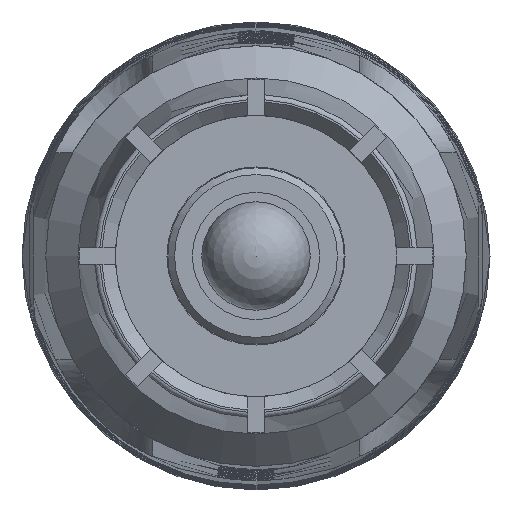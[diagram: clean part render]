
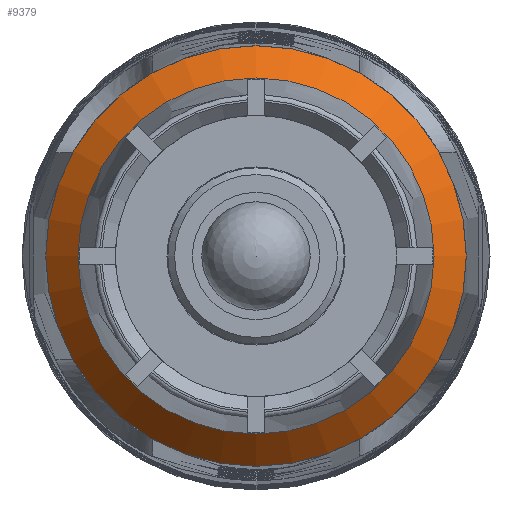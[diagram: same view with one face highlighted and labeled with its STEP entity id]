
A CAD part, front view. The second image highlights one B-rep face of the part: STEP entity #9379.
In plain terms, the highlighted conical face has half-angle 43.531 degrees and reference radius 5.725 mm.
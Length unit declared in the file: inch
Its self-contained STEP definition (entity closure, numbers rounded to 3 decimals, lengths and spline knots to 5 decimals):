
#615=CONICAL_SURFACE('',#10002,0.22539,0.76);
#835=FACE_OUTER_BOUND('',#1357,.T.);
#1357=EDGE_LOOP('',(#6117,#6118,#6119,#6120,#6121,#6122));
#1928=LINE('',#13704,#2494);
#2494=VECTOR('',#11109,0.22539);
#3014=CIRCLE('',#9898,0.20669);
#3015=CIRCLE('',#9899,0.20669);
#3069=CIRCLE('',#10003,0.24409);
#3070=CIRCLE('',#10004,0.24409);
#3456=VERTEX_POINT('',#13220);
#3457=VERTEX_POINT('',#13221);
#3553=VERTEX_POINT('',#13700);
#3554=VERTEX_POINT('',#13701);
#4395=EDGE_CURVE('',#3456,#3457,#3014,.T.);
#4396=EDGE_CURVE('',#3457,#3456,#3015,.T.);
#4542=EDGE_CURVE('',#3553,#3554,#3069,.T.);
#4543=EDGE_CURVE('',#3554,#3553,#3070,.T.);
#4544=EDGE_CURVE('',#3554,#3457,#1928,.T.);
#6117=ORIENTED_EDGE('',*,*,#4542,.F.);
#6118=ORIENTED_EDGE('',*,*,#4543,.F.);
#6119=ORIENTED_EDGE('',*,*,#4544,.T.);
#6120=ORIENTED_EDGE('',*,*,#4396,.T.);
#6121=ORIENTED_EDGE('',*,*,#4395,.T.);
#6122=ORIENTED_EDGE('',*,*,#4544,.F.);
#9379=ADVANCED_FACE('',(#835),#615,.T.);
#9898=AXIS2_PLACEMENT_3D('',#13222,#10847,#10848);
#9899=AXIS2_PLACEMENT_3D('',#13223,#10849,#10850);
#10002=AXIS2_PLACEMENT_3D('',#13699,#11103,#11104);
#10003=AXIS2_PLACEMENT_3D('',#13702,#11105,#11106);
#10004=AXIS2_PLACEMENT_3D('',#13703,#11107,#11108);
#10847=DIRECTION('center_axis',(0.,1.,0.));
#10848=DIRECTION('ref_axis',(-1.,0.,0.));
#10849=DIRECTION('center_axis',(0.,1.,0.));
#10850=DIRECTION('ref_axis',(-1.,0.,0.));
#11103=DIRECTION('center_axis',(0.,1.,0.));
#11104=DIRECTION('ref_axis',(-1.,0.,0.));
#11105=DIRECTION('center_axis',(0.,1.,0.));
#11106=DIRECTION('ref_axis',(-1.,0.,0.));
#11107=DIRECTION('center_axis',(0.,1.,0.));
#11108=DIRECTION('ref_axis',(-1.,0.,0.));
#11109=DIRECTION('',(-0.689,-0.725,0.));
#13220=CARTESIAN_POINT('',(-0.20669,0.23622,0.));
#13221=CARTESIAN_POINT('',(0.20669,0.23622,0.));
#13222=CARTESIAN_POINT('Origin',(0.,0.23622,0.));
#13223=CARTESIAN_POINT('Origin',(0.,0.23622,0.));
#13699=CARTESIAN_POINT('Origin',(0.,0.25591,0.));
#13700=CARTESIAN_POINT('',(-0.24409,0.27559,0.));
#13701=CARTESIAN_POINT('',(0.24409,0.27559,0.));
#13702=CARTESIAN_POINT('Origin',(0.,0.27559,0.));
#13703=CARTESIAN_POINT('Origin',(0.,0.27559,0.));
#13704=CARTESIAN_POINT('',(0.22539,0.25591,0.));
